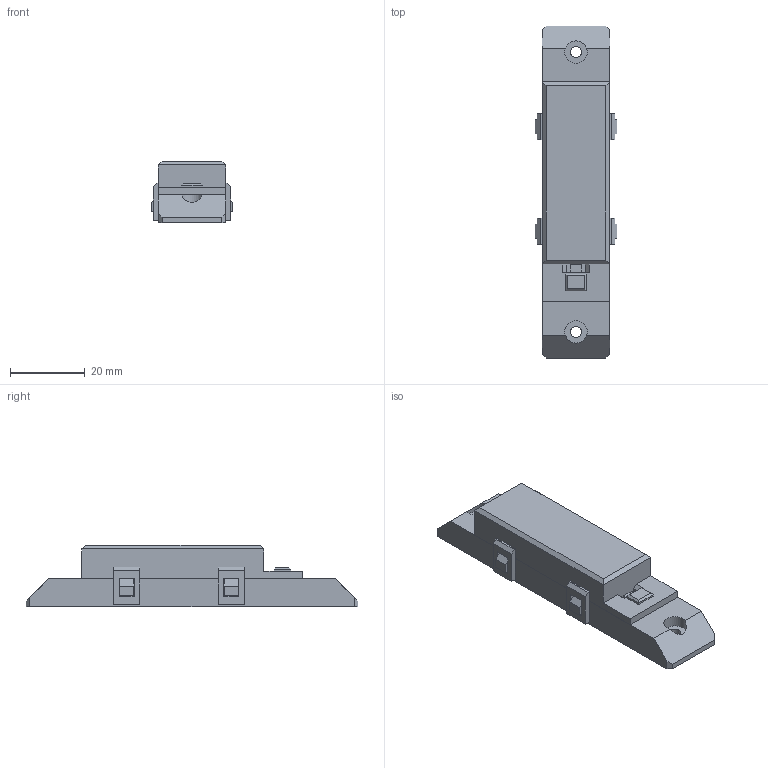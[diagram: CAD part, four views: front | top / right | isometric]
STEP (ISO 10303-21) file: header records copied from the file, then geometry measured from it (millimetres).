
FILE_DESCRIPTION(/* description */ (''),/* implementation_level */ '2;1');
FILE_NAME(/* name */ 'bh1750_case.step',/* time_stamp */ '2025-06-23T19:56:58+02:00',/* author */ (''),/* organization */ (''),/* preprocessor_version */ 'ST-DEVELOPER v20',/* originating_system */ 'Autodesk Translation Framework v13.20.0.188',/* authorisation */ '');
FILE_SCHEMA (('AUTOMOTIVE_DESIGN { 1 0 10303 214 3 1 1 }'));
Length unit declared in the file: millimetre
Products named in the file (10): lux_sensor; clip v2; clip v2 (1); clip v2(Spiegeln); clip v2(Spiegeln) (1); Komponente7; Komponente9; Komponente8; Komponente10; sensor
Assembly tree (9 placements, depth 3):
  lux_sensor
    clip v2
    clip v2 (1)
    clip v2(Spiegeln)
    clip v2(Spiegeln) (1)
    Komponente7
      Komponente9
    Komponente8
      Komponente10
    sensor
Bounding box: 21.9 x 89 x 16.5 mm (x, y, z)
Volume: 14297.5 mm3; surface area: 10452.8 mm2
Topology: 3 solids, 3 shells, 167 faces, 452 edges, 292 vertices
Faces by surface type: plane 159, cylinder 8
Full cylindrical faces by diameter (mm): 2 x2, 3 x4, 6 x2
Entity records: 5439 total; most frequent: CARTESIAN_POINT 930, ORIENTED_EDGE 904, DIRECTION 844, EDGE_CURVE 452, LINE 432, VECTOR 432, VERTEX_POINT 292, AXIS2_PLACEMENT_3D 206
